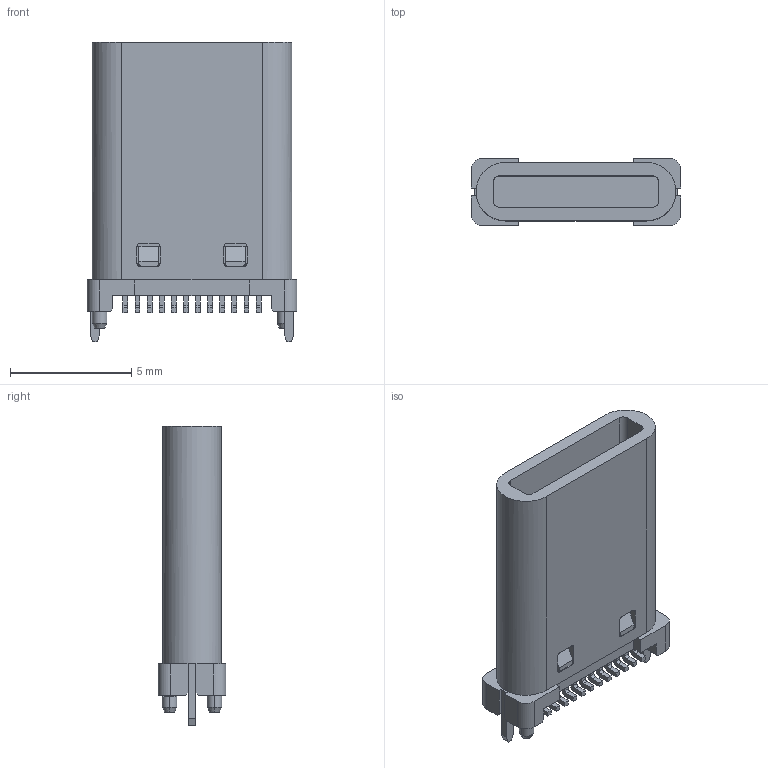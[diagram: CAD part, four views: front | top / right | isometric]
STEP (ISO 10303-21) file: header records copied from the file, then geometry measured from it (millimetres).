
FILE_DESCRIPTION((''),'2;1');
FILE_NAME('PLUG-USBC-241SMTV-4BQC15','2022-10-17T15:57:58',('jirenqiang'),(''),'CREO PARAMETRIC BY PTC INC, 2018050','CREO PARAMETRIC BY PTC INC, 2018050','');
FILE_SCHEMA(('CONFIG_CONTROL_DESIGN'));
Length unit declared in the file: millimetre
Products named in the file (1): PLUG-USBC-241SMTV-4BQC15
Bounding box: 8.65 x 2.8 x 12.35 mm (x, y, z)
Volume: 144.9 mm3; surface area: 401.6 mm2
Topology: 1 solids, 1 shells, 365 faces, 976 edges, 648 vertices
Faces by surface type: plane 275, cylinder 86, cone 4
Entity records: 11360 total; most frequent: CARTESIAN_POINT 1989, ORIENTED_EDGE 1952, DIRECTION 1902, EDGE_CURVE 976, VECTOR 780, LINE 780, VERTEX_POINT 648, AXIS2_PLACEMENT_3D 561
